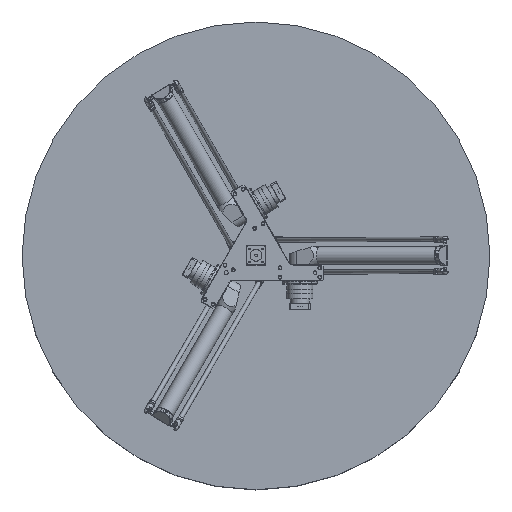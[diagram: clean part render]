
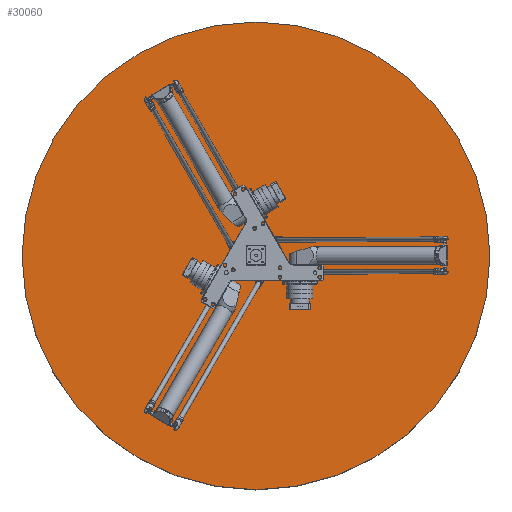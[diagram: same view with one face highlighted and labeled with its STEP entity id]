
A CAD part, top view. The second image highlights one B-rep face of the part: STEP entity #30060.
In plain terms, the highlighted face is planar.
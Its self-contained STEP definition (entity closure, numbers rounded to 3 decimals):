
#6404=PLANE('',#33301);
#9263=FACE_OUTER_BOUND('',#11646,.T.);
#11646=EDGE_LOOP('',(#27144));
#12872=CIRCLE('',#33299,800.);
#15467=VERTEX_POINT('',#61208);
#19361=EDGE_CURVE('',#15467,#15467,#12872,.T.);
#27144=ORIENTED_EDGE('',*,*,#19361,.T.);
#30060=ADVANCED_FACE('',(#9263),#6404,.T.);
#33299=AXIS2_PLACEMENT_3D('',#61209,#41706,#41707);
#33301=AXIS2_PLACEMENT_3D('',#61212,#41710,#41711);
#41706=DIRECTION('center_axis',(0.,1.,0.));
#41707=DIRECTION('ref_axis',(-1.,0.,0.));
#41710=DIRECTION('center_axis',(0.,1.,0.));
#41711=DIRECTION('ref_axis',(0.,0.,1.));
#61208=CARTESIAN_POINT('',(-800.,600.,0.));
#61209=CARTESIAN_POINT('Origin',(0.,600.,0.));
#61212=CARTESIAN_POINT('Origin',(-400.,600.,0.));
